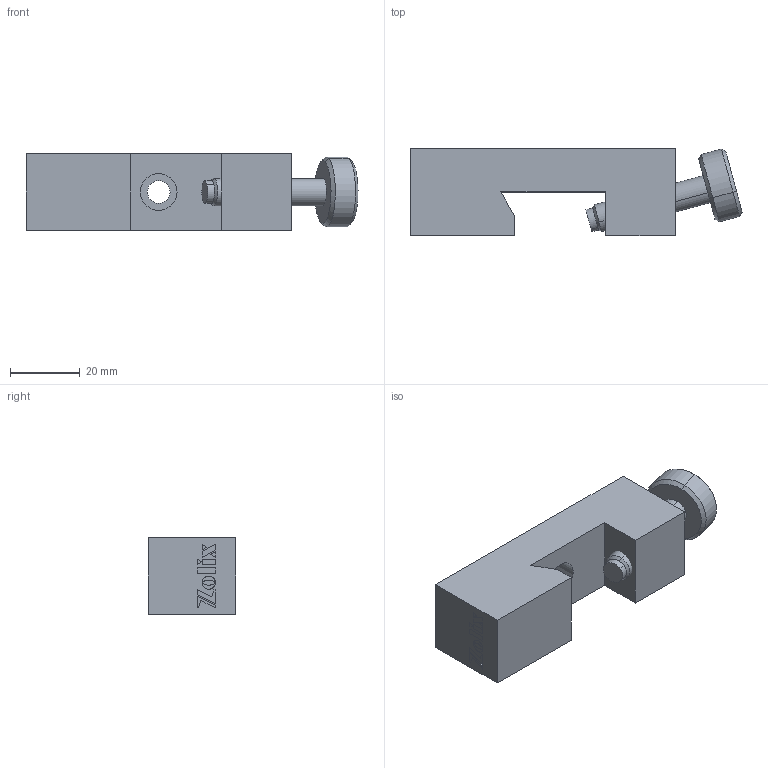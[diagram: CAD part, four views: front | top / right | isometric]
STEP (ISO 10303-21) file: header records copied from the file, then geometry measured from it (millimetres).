
FILE_DESCRIPTION (( 'STEP AP203' ), '1' );
FILE_NAME ('RACA-3.step', '2019-05-09T09:10:34', ( '' ), ( '' ), 'SwSTEP 2.0', 'SolidWorks 2016', '' );
FILE_SCHEMA (( 'CONFIG_CONTROL_DESIGN' ));
Length unit declared in the file: millimetre
Products named in the file (1): RACA-3
Bounding box: 95.06 x 25 x 22 mm (x, y, z)
Surface area: 10698.5 mm2 (no closed solid volume)
Topology: 0 solids, 4 shells, 69 faces, 409 edges, 340 vertices
Faces by surface type: plane 48, cylinder 15, cone 6
Entity records: 3979 total; most frequent: CARTESIAN_POINT 831, DIRECTION 585, ORIENTED_EDGE 532, EDGE_CURVE 409, LINE 367, VECTOR 367, VERTEX_POINT 340, AXIS2_PLACEMENT_3D 109
